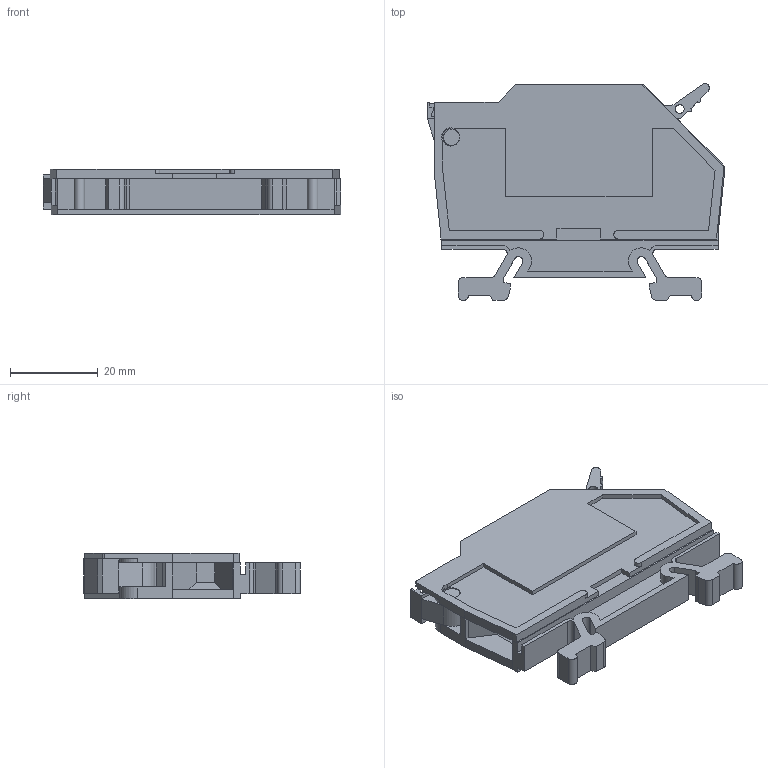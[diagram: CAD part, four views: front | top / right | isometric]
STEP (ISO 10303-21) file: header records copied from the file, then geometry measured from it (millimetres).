
FILE_DESCRIPTION (( 'STEP AP214' ), '1' );
FILE_NAME ('43446H_DN-DIS10.STEP', '2014-05-15T14:55:25', ( '' ), ( '' ), 'SwSTEP 2.0', 'SolidWorks 2013', '' );
FILE_SCHEMA (( 'AUTOMOTIVE_DESIGN' ));
Length unit declared in the file: millimetre
Products named in the file (2): 20612H; 43446H_DN-DIS10
Assembly tree (1 placements, depth 2):
  43446H_DN-DIS10
    20612H
Bounding box: 67.8 x 49.47 x 10.4 mm (x, y, z)
Volume: 14785.8 mm3; surface area: 13919.3 mm2
Topology: 1 solids, 5 shells, 440 faces, 1230 edges, 802 vertices
Faces by surface type: plane 292, cylinder 78, cone 45, torus 20, sphere 4, bspline 1
Entity records: 19072 total; most frequent: CARTESIAN_POINT 2710, ORIENTED_EDGE 2444, DIRECTION 2345, EDGE_CURVE 1222, VECTOR 915, LINE 915, VERTEX_POINT 798, AXIS2_PLACEMENT_3D 715
